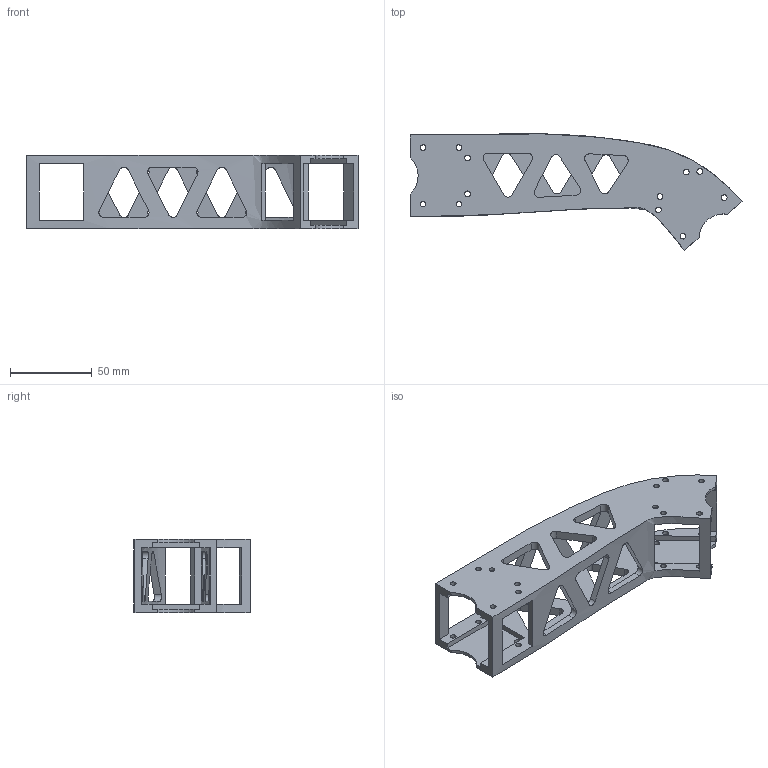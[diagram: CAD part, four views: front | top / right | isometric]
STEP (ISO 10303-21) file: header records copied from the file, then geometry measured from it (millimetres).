
FILE_DESCRIPTION(('Open CASCADE Model'),'2;1');
FILE_NAME('Open CASCADE Shape Model','2025-08-17T23:25:30',('Author'),( 'Open CASCADE'),'Open CASCADE STEP processor 7.8','Open CASCADE 7.8' ,'Unknown');
FILE_SCHEMA(('AUTOMOTIVE_DESIGN { 1 0 10303 214 1 1 1 1 }'));
Length unit declared in the file: millimetre
Products named in the file (1): Open CASCADE STEP translator 7.8 320
Bounding box: 203.41 x 71.31 x 45 mm (x, y, z)
Volume: 89205.2 mm3; surface area: 53046.5 mm2
Topology: 1 solids, 1 shells, 148 faces, 456 edges, 304 vertices
Faces by surface type: plane 75, cylinder 67, extrusion 6
Full cylindrical faces by diameter (mm): 3.5 x24
Entity records: 18302 total; most frequent: CARTESIAN_POINT 10058, DIRECTION 1227, ORIENTED_EDGE 912, PCURVE 912, DEFINITIONAL_REPRESENTATION 912, VECTOR 728, LINE 722, B_SPLINE_CURVE_WITH_KNOTS 468
